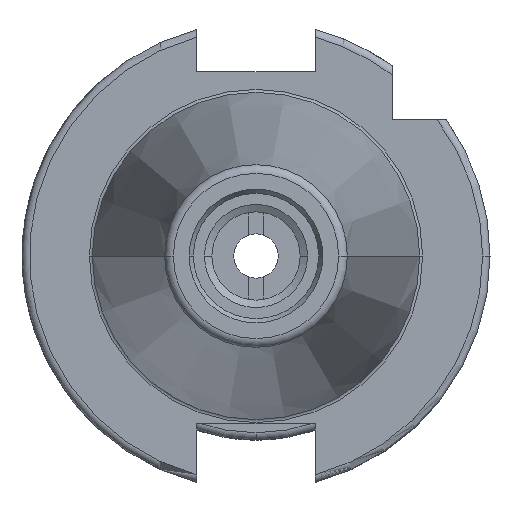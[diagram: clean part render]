
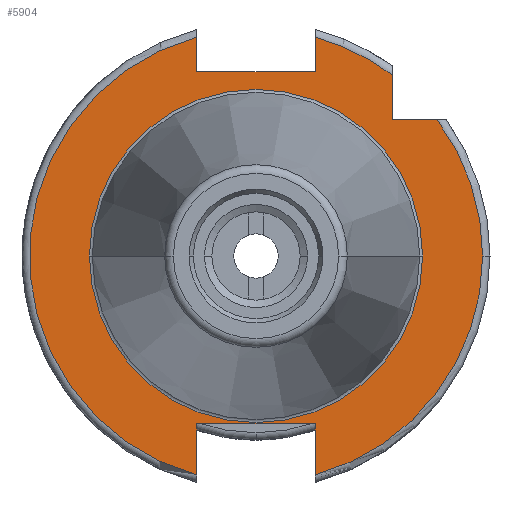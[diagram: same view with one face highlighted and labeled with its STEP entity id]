
A CAD part, left-side view. The second image highlights one B-rep face of the part: STEP entity #5904.
In plain terms, the highlighted planar face has unit normal (-1, 0, 0).
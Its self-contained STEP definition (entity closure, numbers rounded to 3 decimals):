
#1013 = EDGE_CURVE ( 'NONE', #1042, #1050, #1612, .T. ) ;
#1042 = VERTEX_POINT ( 'NONE', #1675 ) ;
#1050 = VERTEX_POINT ( 'NONE', #1713 ) ;
#1608 = DIRECTION ( 'NONE',  ( 0., -1., 0. ) ) ;
#1609 = DIRECTION ( 'NONE',  ( -1., 0., 0. ) ) ;
#1610 = CARTESIAN_POINT ( 'NONE',  ( 3.2, 0., 0. ) ) ;
#1611 = AXIS2_PLACEMENT_3D ( 'NONE', #1610, #1609, #1608 ) ;
#1612 = CIRCLE ( 'NONE', #1611, 30.775 ) ;
#1675 = CARTESIAN_POINT ( 'NONE',  ( 3.2, -8.05, -29.704 ) ) ;
#1713 = CARTESIAN_POINT ( 'NONE',  ( 3.2, -30.775, 0. ) ) ;
#2115 = EDGE_CURVE ( 'NONE', #6122, #6145, #4414, .T. ) ;
#4410 = DIRECTION ( 'NONE',  ( 0., -1., 0. ) ) ;
#4411 = DIRECTION ( 'NONE',  ( -1., 0., 0. ) ) ;
#4412 = CARTESIAN_POINT ( 'NONE',  ( 3.2, 0., 0. ) ) ;
#4413 = AXIS2_PLACEMENT_3D ( 'NONE', #4412, #4411, #4410 ) ;
#4414 = CIRCLE ( 'NONE', #4413, 22.625 ) ;
#5037 = DIRECTION ( 'NONE',  ( 0., 1., 0. ) ) ;
#5038 = DIRECTION ( 'NONE',  ( 1., 0., 0. ) ) ;
#5039 = CARTESIAN_POINT ( 'NONE',  ( 3.2, 30.775, 0. ) ) ;
#5040 = AXIS2_PLACEMENT_3D ( 'NONE', #5039, #5038, #5037 ) ;
#5041 = PLANE ( 'NONE',  #5040 ) ;
#5042 = FACE_OUTER_BOUND ( 'NONE', #6015, .T. ) ;
#5043 = FACE_BOUND ( 'NONE', #5909, .T. ) ;
#5259 = DIRECTION ( 'NONE',  ( 0., -1., 0. ) ) ;
#5260 = DIRECTION ( 'NONE',  ( -1., 0., 0. ) ) ;
#5261 = CARTESIAN_POINT ( 'NONE',  ( 3.2, 0., 0. ) ) ;
#5262 = AXIS2_PLACEMENT_3D ( 'NONE', #5261, #5260, #5259 ) ;
#5263 = CIRCLE ( 'NONE', #5262, 22.625 ) ;
#5322 = LINE ( 'NONE', #5381, #5380 ) ;
#5350 = CARTESIAN_POINT ( 'NONE',  ( 3.2, 8.05, -29.704 ) ) ;
#5351 = CARTESIAN_POINT ( 'NONE',  ( 3.2, -8.05, 25. ) ) ;
#5352 = CARTESIAN_POINT ( 'NONE',  ( 3.2, 8.05, 29.704 ) ) ;
#5353 = CARTESIAN_POINT ( 'NONE',  ( 3.2, 8.05, -22.8 ) ) ;
#5366 = DIRECTION ( 'NONE',  ( 0., -1., 0. ) ) ;
#5367 = VECTOR ( 'NONE', #5366, 1000. ) ;
#5368 = CARTESIAN_POINT ( 'NONE',  ( 3.2, 30.775, 25. ) ) ;
#5369 = LINE ( 'NONE', #5368, #5367 ) ;
#5370 = CARTESIAN_POINT ( 'NONE',  ( 3.2, 8.05, 25. ) ) ;
#5379 = DIRECTION ( 'NONE',  ( 0., 0., -1. ) ) ;
#5380 = VECTOR ( 'NONE', #5379, 1000. ) ;
#5381 = CARTESIAN_POINT ( 'NONE',  ( 3.2, 8.05, 0. ) ) ;
#5396 = DIRECTION ( 'NONE',  ( 0., -1., 0. ) ) ;
#5397 = VECTOR ( 'NONE', #5396, 1000. ) ;
#5398 = CARTESIAN_POINT ( 'NONE',  ( 3.2, 30.775, -22.8 ) ) ;
#5399 = LINE ( 'NONE', #5398, #5397 ) ;
#5401 = DIRECTION ( 'NONE',  ( 0., -1., 0. ) ) ;
#5402 = DIRECTION ( 'NONE',  ( -1., 0., 0. ) ) ;
#5403 = CARTESIAN_POINT ( 'NONE',  ( 3.2, 0., 0. ) ) ;
#5404 = AXIS2_PLACEMENT_3D ( 'NONE', #5403, #5402, #5401 ) ;
#5405 = CIRCLE ( 'NONE', #5404, 30.775 ) ;
#5406 = DIRECTION ( 'NONE',  ( 0., 0., 1. ) ) ;
#5407 = VECTOR ( 'NONE', #5406, 1000. ) ;
#5408 = CARTESIAN_POINT ( 'NONE',  ( 3.2, 8.05, 0. ) ) ;
#5409 = LINE ( 'NONE', #5408, #5407 ) ;
#5415 = CARTESIAN_POINT ( 'NONE',  ( 3.2, 22.625, 0. ) ) ;
#5421 = DIRECTION ( 'NONE',  ( 0., -1., 0. ) ) ;
#5422 = VECTOR ( 'NONE', #5421, 1000. ) ;
#5423 = CARTESIAN_POINT ( 'NONE',  ( 3.2, -18.5, 18.5 ) ) ;
#5424 = LINE ( 'NONE', #5423, #5422 ) ;
#5425 = CARTESIAN_POINT ( 'NONE',  ( 3.2, -24.594, 18.5 ) ) ;
#5441 = AXIS2_PLACEMENT_3D ( 'NONE', #5493, #5492, #5491 ) ;
#5442 = CIRCLE ( 'NONE', #5441, 30.775 ) ;
#5463 = DIRECTION ( 'NONE',  ( 0., -1., 0. ) ) ;
#5464 = DIRECTION ( 'NONE',  ( -1., 0., 0. ) ) ;
#5465 = CARTESIAN_POINT ( 'NONE',  ( 3.2, 0., 0. ) ) ;
#5466 = AXIS2_PLACEMENT_3D ( 'NONE', #5465, #5464, #5463 ) ;
#5467 = CIRCLE ( 'NONE', #5466, 30.775 ) ;
#5468 = LINE ( 'NONE', #5524, #5523 ) ;
#5469 = DIRECTION ( 'NONE',  ( 0., 0., -1. ) ) ;
#5470 = VECTOR ( 'NONE', #5469, 1000. ) ;
#5471 = CARTESIAN_POINT ( 'NONE',  ( 3.2, -8.05, 0. ) ) ;
#5489 = LINE ( 'NONE', #5471, #5470 ) ;
#5491 = DIRECTION ( 'NONE',  ( 0., -1., 0. ) ) ;
#5492 = DIRECTION ( 'NONE',  ( -1., 0., 0. ) ) ;
#5493 = CARTESIAN_POINT ( 'NONE',  ( 3.2, 0., 0. ) ) ;
#5512 = CARTESIAN_POINT ( 'NONE',  ( 3.2, -18.5, 24.594 ) ) ;
#5513 = CARTESIAN_POINT ( 'NONE',  ( 3.2, -22.625, 0. ) ) ;
#5514 = CARTESIAN_POINT ( 'NONE',  ( 3.2, -8.05, -22.8 ) ) ;
#5515 = CARTESIAN_POINT ( 'NONE',  ( 3.2, -8.05, 29.704 ) ) ;
#5516 = DIRECTION ( 'NONE',  ( 0., 0., -1. ) ) ;
#5517 = VECTOR ( 'NONE', #5516, 1000. ) ;
#5518 = CARTESIAN_POINT ( 'NONE',  ( 3.2, -18.5, 25.834 ) ) ;
#5519 = LINE ( 'NONE', #5518, #5517 ) ;
#5520 = CARTESIAN_POINT ( 'NONE',  ( 3.2, -18.5, 18.5 ) ) ;
#5522 = DIRECTION ( 'NONE',  ( 0., 0., 1. ) ) ;
#5523 = VECTOR ( 'NONE', #5522, 1000. ) ;
#5524 = CARTESIAN_POINT ( 'NONE',  ( 3.2, -8.05, 0. ) ) ;
#5894 = ORIENTED_EDGE ( 'NONE', *, *, #6027, .F. ) ;
#5904 = ADVANCED_FACE ( 'NONE', ( #5043, #5042 ), #5041, .F. ) ;
#5909 = EDGE_LOOP ( 'NONE', ( #5894, #6030 ) ) ;
#5961 = ORIENTED_EDGE ( 'NONE', *, *, #6098, .T. ) ;
#6015 = EDGE_LOOP ( 'NONE', ( #6016, #6146, #6114, #6116, #6118, #6149, #6147, #6087, #6063, #6086, #6066, #5961 ) ) ;
#6016 = ORIENTED_EDGE ( 'NONE', *, *, #6138, .F. ) ;
#6027 = EDGE_CURVE ( 'NONE', #6145, #6122, #5263, .T. ) ;
#6030 = ORIENTED_EDGE ( 'NONE', *, *, #2115, .F. ) ;
#6063 = ORIENTED_EDGE ( 'NONE', *, *, #6088, .T. ) ;
#6065 = EDGE_CURVE ( 'NONE', #6078, #6081, #5322, .T. ) ;
#6066 = ORIENTED_EDGE ( 'NONE', *, *, #6065, .F. ) ;
#6073 = VERTEX_POINT ( 'NONE', #5370 ) ;
#6074 = EDGE_CURVE ( 'NONE', #6073, #6080, #5369, .T. ) ;
#6078 = VERTEX_POINT ( 'NONE', #5353 ) ;
#6079 = VERTEX_POINT ( 'NONE', #5352 ) ;
#6080 = VERTEX_POINT ( 'NONE', #5351 ) ;
#6081 = VERTEX_POINT ( 'NONE', #5350 ) ;
#6086 = ORIENTED_EDGE ( 'NONE', *, *, #6092, .T. ) ;
#6087 = ORIENTED_EDGE ( 'NONE', *, *, #6074, .F. ) ;
#6088 = EDGE_CURVE ( 'NONE', #6073, #6079, #5409, .T. ) ;
#6092 = EDGE_CURVE ( 'NONE', #6079, #6081, #5405, .T. ) ;
#6098 = EDGE_CURVE ( 'NONE', #6078, #6144, #5399, .T. ) ;
#6114 = ORIENTED_EDGE ( 'NONE', *, *, #6132, .T. ) ;
#6115 = VERTEX_POINT ( 'NONE', #5425 ) ;
#6116 = ORIENTED_EDGE ( 'NONE', *, *, #6117, .F. ) ;
#6117 = EDGE_CURVE ( 'NONE', #6140, #6115, #5424, .T. ) ;
#6118 = ORIENTED_EDGE ( 'NONE', *, *, #6142, .F. ) ;
#6122 = VERTEX_POINT ( 'NONE', #5415 ) ;
#6124 = EDGE_CURVE ( 'NONE', #6148, #6143, #5467, .T. ) ;
#6132 = EDGE_CURVE ( 'NONE', #1050, #6115, #5442, .T. ) ;
#6137 = EDGE_CURVE ( 'NONE', #6143, #6080, #5489, .T. ) ;
#6138 = EDGE_CURVE ( 'NONE', #1042, #6144, #5468, .T. ) ;
#6140 = VERTEX_POINT ( 'NONE', #5520 ) ;
#6142 = EDGE_CURVE ( 'NONE', #6148, #6140, #5519, .T. ) ;
#6143 = VERTEX_POINT ( 'NONE', #5515 ) ;
#6144 = VERTEX_POINT ( 'NONE', #5514 ) ;
#6145 = VERTEX_POINT ( 'NONE', #5513 ) ;
#6146 = ORIENTED_EDGE ( 'NONE', *, *, #1013, .T. ) ;
#6147 = ORIENTED_EDGE ( 'NONE', *, *, #6137, .T. ) ;
#6148 = VERTEX_POINT ( 'NONE', #5512 ) ;
#6149 = ORIENTED_EDGE ( 'NONE', *, *, #6124, .T. ) ;
